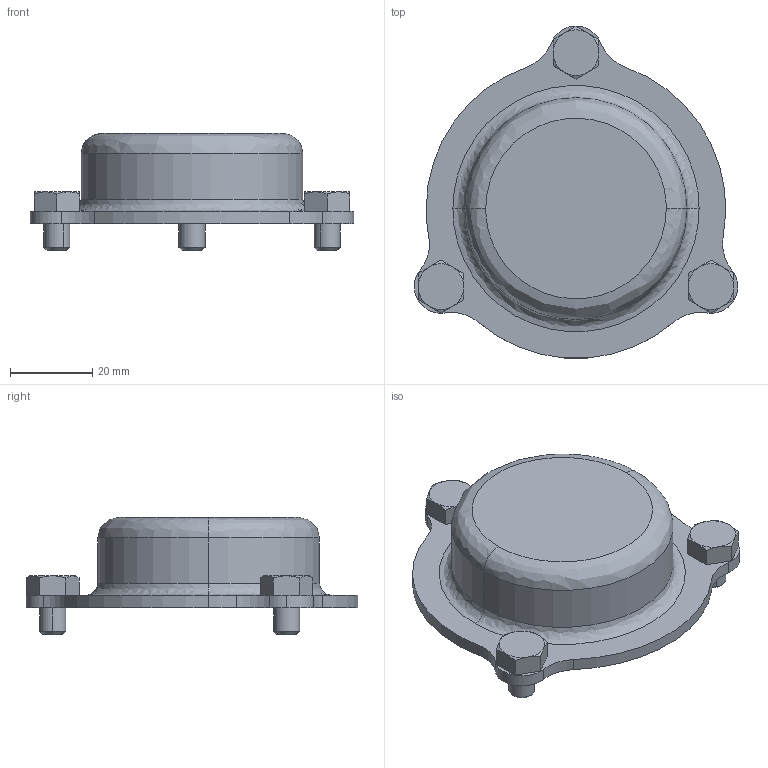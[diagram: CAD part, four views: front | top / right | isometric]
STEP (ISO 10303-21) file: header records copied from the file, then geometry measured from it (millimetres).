
FILE_DESCRIPTION (( 'STEP AP203' ), '1' );
FILE_NAME ('WGSS-175-OC.step', '2022-12-08T19:52:18', ( '' ), ( '' ), 'SwSTEP 2.0', 'SolidWorks 2021', '' );
FILE_SCHEMA (( 'CONFIG_CONTROL_DESIGN' ));
Length unit declared in the file: inch
Products named in the file (1): WGSS-175-OC
Bounding box: 78.82 x 80.89 x 28.52 mm (x, y, z)
Volume: 18654.4 mm3; surface area: 16665.1 mm2
Topology: 4 solids, 4 shells, 94 faces, 211 edges, 130 vertices
Faces by surface type: cylinder 31, plane 31, cone 24, bspline 8
Entity records: 3322 total; most frequent: CARTESIAN_POINT 1184, DIRECTION 435, ORIENTED_EDGE 422, EDGE_CURVE 211, AXIS2_PLACEMENT_3D 181, VERTEX_POINT 130, EDGE_LOOP 105, CIRCLE 94
